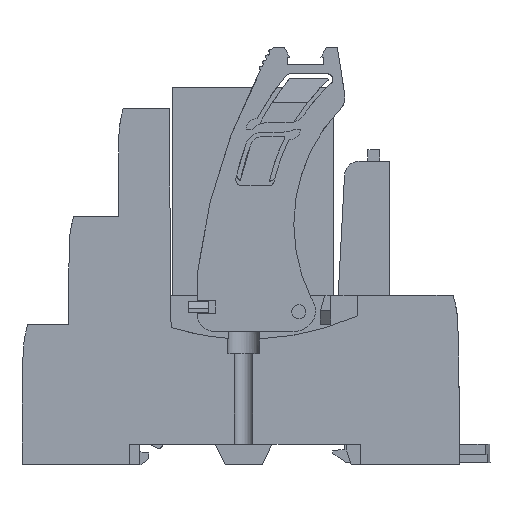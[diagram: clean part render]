
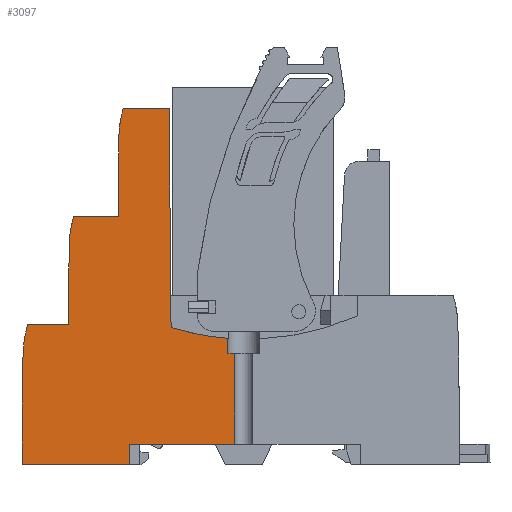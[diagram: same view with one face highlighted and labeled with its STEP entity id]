
A CAD part, left-side view. The second image highlights one B-rep face of the part: STEP entity #3097.
In plain terms, the highlighted planar face has unit normal (-1, 0, 0).
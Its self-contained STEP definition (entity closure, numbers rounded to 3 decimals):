
#1561=AXIS2_PLACEMENT_3D('Plane Axis2P3D',#1558,#1559,#1560) ;
#3005=AXIS2_PLACEMENT_3D('Circle Axis2P3D',#3003,#3004,$) ;
#3012=AXIS2_PLACEMENT_3D('Circle Axis2P3D',#3010,#3011,$) ;
#3026=AXIS2_PLACEMENT_3D('Circle Axis2P3D',#3024,#3025,$) ;
#3033=AXIS2_PLACEMENT_3D('Circle Axis2P3D',#3031,#3032,$) ;
#3047=AXIS2_PLACEMENT_3D('Circle Axis2P3D',#3045,#3046,$) ;
#3054=AXIS2_PLACEMENT_3D('Circle Axis2P3D',#3052,#3053,$) ;
#1125=CARTESIAN_POINT('Line Origine',(0.,54.895,42.243)) ;
#1129=CARTESIAN_POINT('Vertex',(0.,55.059,61.)) ;
#1131=CARTESIAN_POINT('Vertex',(0.,54.731,23.485)) ;
#1558=CARTESIAN_POINT('Axis2P3D Location',(0.,-919.721,0.)) ;
#2627=CARTESIAN_POINT('Vertex',(0.,62.929,61.)) ;
#2630=CARTESIAN_POINT('Line Origine',(0.,58.994,61.)) ;
#2964=CARTESIAN_POINT('Vertex',(0.,44.994,21.639)) ;
#2968=CARTESIAN_POINT('Control Point',(0.,54.731,23.485)) ;
#2969=CARTESIAN_POINT('Control Point',(0.,51.566,22.518)) ;
#2970=CARTESIAN_POINT('Control Point',(0.,48.294,21.898)) ;
#2971=CARTESIAN_POINT('Control Point',(0.,44.994,21.639)) ;
#2982=CARTESIAN_POINT('Line Origine',(0.,43.857,11.25)) ;
#2986=CARTESIAN_POINT('Vertex',(0.,43.857,19.)) ;
#2988=CARTESIAN_POINT('Vertex',(0.,43.857,3.5)) ;
#2991=CARTESIAN_POINT('Line Origine',(0.,44.425,19.)) ;
#2995=CARTESIAN_POINT('Vertex',(0.,44.994,19.)) ;
#2998=CARTESIAN_POINT('Line Origine',(0.,44.994,20.32)) ;
#3003=CARTESIAN_POINT('Axis2P3D Location',(0.,45.19,55.75)) ;
#3007=CARTESIAN_POINT('Vertex',(0.,63.688,56.)) ;
#3010=CARTESIAN_POINT('Axis2P3D Location',(0.,-936.222,42.5)) ;
#3014=CARTESIAN_POINT('Vertex',(0.,63.779,42.5)) ;
#3017=CARTESIAN_POINT('Line Origine',(0.,67.604,42.5)) ;
#3021=CARTESIAN_POINT('Vertex',(0.,71.429,42.5)) ;
#3024=CARTESIAN_POINT('Axis2P3D Location',(0.,53.69,37.25)) ;
#3028=CARTESIAN_POINT('Vertex',(0.,72.188,37.5)) ;
#3031=CARTESIAN_POINT('Axis2P3D Location',(0.,-927.722,24.)) ;
#3035=CARTESIAN_POINT('Vertex',(0.,72.279,24.)) ;
#3038=CARTESIAN_POINT('Line Origine',(0.,75.795,24.)) ;
#3042=CARTESIAN_POINT('Vertex',(0.,79.311,24.)) ;
#3045=CARTESIAN_POINT('Axis2P3D Location',(0.,61.602,18.648)) ;
#3049=CARTESIAN_POINT('Vertex',(0.,80.099,19.)) ;
#3052=CARTESIAN_POINT('Axis2P3D Location',(0.,-919.721,0.)) ;
#3056=CARTESIAN_POINT('Vertex',(0.,80.279,0.)) ;
#3059=CARTESIAN_POINT('Line Origine',(0.,71.079,0.)) ;
#3063=CARTESIAN_POINT('Vertex',(0.,61.879,0.)) ;
#3066=CARTESIAN_POINT('Line Origine',(0.,61.879,1.75)) ;
#3070=CARTESIAN_POINT('Vertex',(0.,61.879,3.5)) ;
#3073=CARTESIAN_POINT('Line Origine',(0.,52.868,3.5)) ;
#1126=DIRECTION('Vector Direction',(0.,-0.009,-1.)) ;
#1559=DIRECTION('Axis2P3D Direction',(1.,-0.,0.)) ;
#1560=DIRECTION('Axis2P3D XDirection',(0.,1.,0.)) ;
#2631=DIRECTION('Vector Direction',(0.,1.,0.)) ;
#2983=DIRECTION('Vector Direction',(0.,0.,-1.)) ;
#2992=DIRECTION('Vector Direction',(0.,1.,0.)) ;
#2999=DIRECTION('Vector Direction',(0.,0.,1.)) ;
#3004=DIRECTION('Axis2P3D Direction',(1.,-0.,0.)) ;
#3011=DIRECTION('Axis2P3D Direction',(1.,-0.,0.)) ;
#3018=DIRECTION('Vector Direction',(0.,-1.,0.)) ;
#3025=DIRECTION('Axis2P3D Direction',(1.,-0.,0.)) ;
#3032=DIRECTION('Axis2P3D Direction',(1.,-0.,0.)) ;
#3039=DIRECTION('Vector Direction',(0.,-1.,0.)) ;
#3046=DIRECTION('Axis2P3D Direction',(1.,-0.,0.)) ;
#3053=DIRECTION('Axis2P3D Direction',(1.,-0.,0.)) ;
#3060=DIRECTION('Vector Direction',(0.,-1.,0.)) ;
#3067=DIRECTION('Vector Direction',(0.,0.,1.)) ;
#3074=DIRECTION('Vector Direction',(0.,1.,0.)) ;
#1127=VECTOR('Line Direction',#1126,1.) ;
#2632=VECTOR('Line Direction',#2631,1.) ;
#2984=VECTOR('Line Direction',#2983,1.) ;
#2993=VECTOR('Line Direction',#2992,1.) ;
#3000=VECTOR('Line Direction',#2999,1.) ;
#3019=VECTOR('Line Direction',#3018,1.) ;
#3040=VECTOR('Line Direction',#3039,1.) ;
#3061=VECTOR('Line Direction',#3060,1.) ;
#3068=VECTOR('Line Direction',#3067,1.) ;
#3075=VECTOR('Line Direction',#3074,1.) ;
#3079=ORIENTED_EDGE('',*,*,#2990,.F.) ;
#3080=ORIENTED_EDGE('',*,*,#2997,.F.) ;
#3081=ORIENTED_EDGE('',*,*,#3002,.T.) ;
#3082=ORIENTED_EDGE('',*,*,#2972,.F.) ;
#3083=ORIENTED_EDGE('',*,*,#1133,.F.) ;
#3084=ORIENTED_EDGE('',*,*,#2634,.T.) ;
#3085=ORIENTED_EDGE('',*,*,#3009,.F.) ;
#3086=ORIENTED_EDGE('',*,*,#3016,.F.) ;
#3087=ORIENTED_EDGE('',*,*,#3023,.F.) ;
#3088=ORIENTED_EDGE('',*,*,#3030,.F.) ;
#3089=ORIENTED_EDGE('',*,*,#3037,.F.) ;
#3090=ORIENTED_EDGE('',*,*,#3044,.F.) ;
#3091=ORIENTED_EDGE('',*,*,#3051,.F.) ;
#3092=ORIENTED_EDGE('',*,*,#3058,.F.) ;
#3093=ORIENTED_EDGE('',*,*,#3065,.T.) ;
#3094=ORIENTED_EDGE('',*,*,#3072,.F.) ;
#3095=ORIENTED_EDGE('',*,*,#3077,.T.) ;
#3097=ADVANCED_FACE('KIT',(#3096),#1562,.F.) ;
#2967=B_SPLINE_CURVE_WITH_KNOTS('',3,(#2968,#2969,#2970,#2971),.UNSPECIFIED.,.F.,.U.,(4,4),(0.,14.044),.UNSPECIFIED.) ;
#3006=CIRCLE('generated circle',#3005,18.5) ;
#3013=CIRCLE('generated circle',#3012,1000.001) ;
#3027=CIRCLE('generated circle',#3026,18.5) ;
#3034=CIRCLE('generated circle',#3033,1000.001) ;
#3048=CIRCLE('generated circle',#3047,18.5) ;
#3055=CIRCLE('generated circle',#3054,1000.) ;
#1133=EDGE_CURVE('',#1130,#1132,#1128,.T.) ;
#2634=EDGE_CURVE('',#1130,#2628,#2633,.T.) ;
#2972=EDGE_CURVE('',#1132,#2965,#2967,.T.) ;
#2990=EDGE_CURVE('',#2987,#2989,#2985,.T.) ;
#2997=EDGE_CURVE('',#2996,#2987,#2994,.F.) ;
#3002=EDGE_CURVE('',#2996,#2965,#3001,.T.) ;
#3009=EDGE_CURVE('',#3008,#2628,#3006,.T.) ;
#3016=EDGE_CURVE('',#3015,#3008,#3013,.T.) ;
#3023=EDGE_CURVE('',#3022,#3015,#3020,.T.) ;
#3030=EDGE_CURVE('',#3029,#3022,#3027,.T.) ;
#3037=EDGE_CURVE('',#3036,#3029,#3034,.T.) ;
#3044=EDGE_CURVE('',#3043,#3036,#3041,.T.) ;
#3051=EDGE_CURVE('',#3050,#3043,#3048,.T.) ;
#3058=EDGE_CURVE('',#3057,#3050,#3055,.T.) ;
#3065=EDGE_CURVE('',#3057,#3064,#3062,.T.) ;
#3072=EDGE_CURVE('',#3071,#3064,#3069,.F.) ;
#3077=EDGE_CURVE('',#3071,#2989,#3076,.F.) ;
#3078=EDGE_LOOP('',(#3079,#3080,#3081,#3082,#3083,#3084,#3085,#3086,#3087,#3088,#3089,#3090,#3091,#3092,#3093,#3094,#3095)) ;
#3096=FACE_OUTER_BOUND('',#3078,.T.) ;
#1128=LINE('Line',#1125,#1127) ;
#2633=LINE('Line',#2630,#2632) ;
#2985=LINE('Line',#2982,#2984) ;
#2994=LINE('Line',#2991,#2993) ;
#3001=LINE('Line',#2998,#3000) ;
#3020=LINE('Line',#3017,#3019) ;
#3041=LINE('Line',#3038,#3040) ;
#3062=LINE('Line',#3059,#3061) ;
#3069=LINE('Line',#3066,#3068) ;
#3076=LINE('Line',#3073,#3075) ;
#1562=PLANE('',#1561) ;
#1130=VERTEX_POINT('',#1129) ;
#1132=VERTEX_POINT('',#1131) ;
#2628=VERTEX_POINT('',#2627) ;
#2965=VERTEX_POINT('',#2964) ;
#2987=VERTEX_POINT('',#2986) ;
#2989=VERTEX_POINT('',#2988) ;
#2996=VERTEX_POINT('',#2995) ;
#3008=VERTEX_POINT('',#3007) ;
#3015=VERTEX_POINT('',#3014) ;
#3022=VERTEX_POINT('',#3021) ;
#3029=VERTEX_POINT('',#3028) ;
#3036=VERTEX_POINT('',#3035) ;
#3043=VERTEX_POINT('',#3042) ;
#3050=VERTEX_POINT('',#3049) ;
#3057=VERTEX_POINT('',#3056) ;
#3064=VERTEX_POINT('',#3063) ;
#3071=VERTEX_POINT('',#3070) ;
